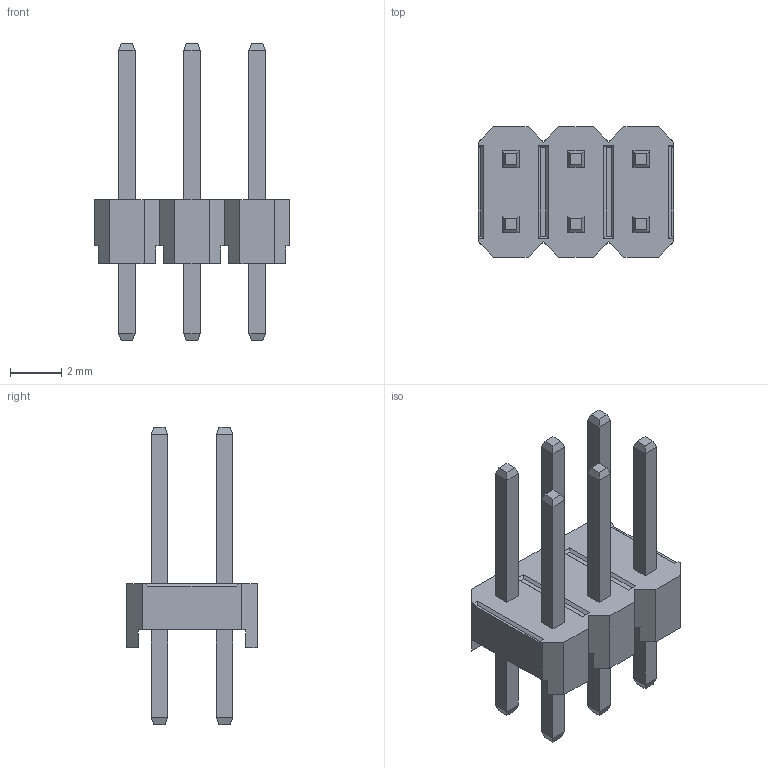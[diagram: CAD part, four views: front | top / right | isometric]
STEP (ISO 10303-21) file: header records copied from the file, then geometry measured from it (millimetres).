
FILE_DESCRIPTION(('STEP AP214'), '1');
FILE_NAME('PLD', '', ('UNSPECIFIED'), ('UNSPECIFIED'), 'ASCON STEP Converter 1.6', 'ASCON Math Kernel', '');
FILE_SCHEMA(('AUTOMOTIVE_DESIGN { 1 0 10303 214 3 1 1}'));
Length unit declared in the file: millimetre
Bounding box: 7.62 x 5.08 x 11.6 mm (x, y, z)
Volume: 92.6 mm3; surface area: 287.6 mm2
Topology: 1 solids, 1 shells, 160 faces, 384 edges, 240 vertices
Faces by surface type: plane 160
Entity records: 5804 total; most frequent: CARTESIAN_POINT 785, ORIENTED_EDGE 768, DIRECTION 706, EDGE_CURVE 384, LINE 384, VECTOR 384, VERTEX_POINT 240, FACE_BOUND 174
